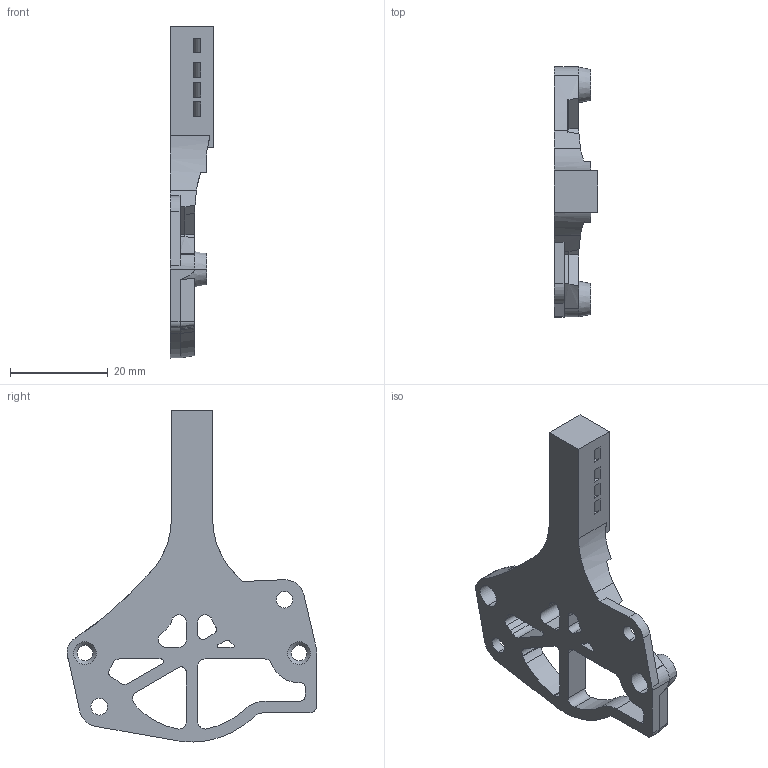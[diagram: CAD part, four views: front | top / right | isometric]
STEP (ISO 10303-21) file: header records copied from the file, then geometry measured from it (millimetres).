
FILE_DESCRIPTION (( 'STEP AP203' ), '1' );
FILE_NAME ('sht36v3盓殤.STEP', '2024-04-26T11:07:58', ( '' ), ( '' ), 'SwSTEP 2.0', 'SolidWorks 2023', '' );
FILE_SCHEMA (( 'CONFIG_CONTROL_DESIGN' ));
Length unit declared in the file: millimetre
Products named in the file (1): sht36v3支架
Bounding box: 8.88 x 51.18 x 67.98 mm (x, y, z)
Volume: 6525.6 mm3; surface area: 5401.6 mm2
Topology: 1 solids, 1 shells, 188 faces, 528 edges, 342 vertices
Faces by surface type: cylinder 90, plane 78, cone 17, bspline 3
Entity records: 6329 total; most frequent: CARTESIAN_POINT 1249, DIRECTION 1061, ORIENTED_EDGE 1056, EDGE_CURVE 528, AXIS2_PLACEMENT_3D 377, VERTEX_POINT 342, LINE 307, VECTOR 307
